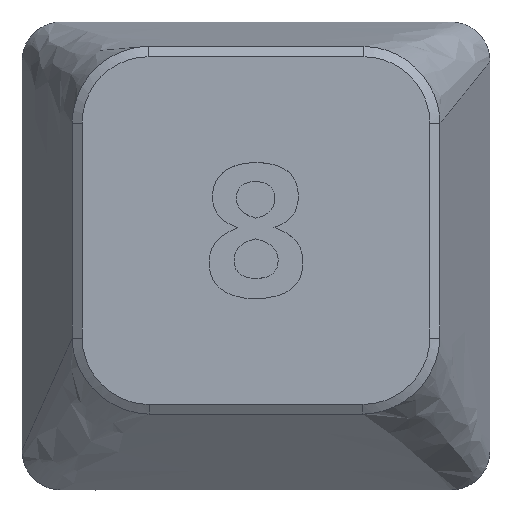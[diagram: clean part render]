
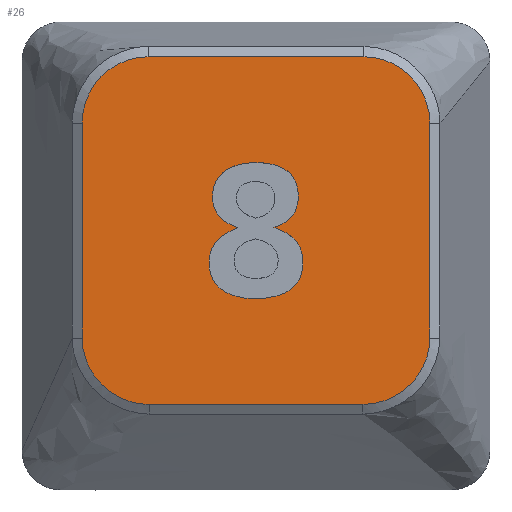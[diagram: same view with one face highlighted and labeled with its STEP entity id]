
A CAD part, top view. The second image highlights one B-rep face of the part: STEP entity #26.
In plain terms, the highlighted planar face has unit normal (0, 0, 1).
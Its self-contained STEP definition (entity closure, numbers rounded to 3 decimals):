
#17=FACE_BOUND('',#163,.T.);
#26=ADVANCED_FACE('',(#93,#17),#1035,.T.);
#93=FACE_OUTER_BOUND('',#162,.T.);
#162=EDGE_LOOP('',(#264,#265,#266,#267,#268,#269,#270,#271));
#163=EDGE_LOOP('',(#272,#273,#274,#275));
#264=ORIENTED_EDGE('',*,*,#574,.T.);
#265=ORIENTED_EDGE('',*,*,#594,.T.);
#266=ORIENTED_EDGE('',*,*,#592,.T.);
#267=ORIENTED_EDGE('',*,*,#590,.T.);
#268=ORIENTED_EDGE('',*,*,#588,.T.);
#269=ORIENTED_EDGE('',*,*,#571,.T.);
#270=ORIENTED_EDGE('',*,*,#585,.T.);
#271=ORIENTED_EDGE('',*,*,#583,.T.);
#272=ORIENTED_EDGE('',*,*,#682,.F.);
#273=ORIENTED_EDGE('',*,*,#681,.F.);
#274=ORIENTED_EDGE('',*,*,#680,.F.);
#275=ORIENTED_EDGE('',*,*,#679,.F.);
#571=EDGE_CURVE('',#905,#904,#763,.T.);
#574=EDGE_CURVE('',#895,#909,#766,.T.);
#583=EDGE_CURVE('',#903,#895,#775,.T.);
#585=EDGE_CURVE('',#904,#903,#777,.T.);
#588=EDGE_CURVE('',#906,#905,#780,.T.);
#590=EDGE_CURVE('',#907,#906,#782,.T.);
#592=EDGE_CURVE('',#908,#907,#784,.T.);
#594=EDGE_CURVE('',#909,#908,#786,.T.);
#679=EDGE_CURVE('',#957,#958,#857,.T.);
#680=EDGE_CURVE('',#958,#959,#858,.T.);
#681=EDGE_CURVE('',#959,#960,#859,.T.);
#682=EDGE_CURVE('',#960,#957,#860,.T.);
#763=B_SPLINE_CURVE_WITH_KNOTS('',3,(#1660,#1661,#1662,#1663),
 .UNSPECIFIED.,.F.,.F.,(4,4),(-20.393,-12.086),
 .UNSPECIFIED.);
#766=B_SPLINE_CURVE_WITH_KNOTS('',3,(#1670,#1671,#1672,#1673,#1674),
 .UNSPECIFIED.,.F.,.F.,(4,1,4),(-48.917,-46.906,-44.896),
 .UNSPECIFIED.);
#775=B_SPLINE_CURVE_WITH_KNOTS('',3,(#1709,#1710,#1711,#1712),
 .UNSPECIFIED.,.F.,.F.,(4,4),(-8.095,0.17),
 .UNSPECIFIED.);
#777=B_SPLINE_CURVE_WITH_KNOTS('',3,(#1715,#1716,#1717,#1718,#1719),
 .UNSPECIFIED.,.F.,.F.,(4,1,4),(-12.086,-10.092,-8.095),
 .UNSPECIFIED.);
#780=B_SPLINE_CURVE_WITH_KNOTS('',3,(#1724,#1725,#1726,#1727,#1728),
 .UNSPECIFIED.,.F.,.F.,(4,1,4),(-24.384,-22.386,-20.393),
 .UNSPECIFIED.);
#782=B_SPLINE_CURVE_WITH_KNOTS('',3,(#1731,#1732,#1733,#1734),
 .UNSPECIFIED.,.F.,.F.,(4,4),(-32.649,-24.384),
 .UNSPECIFIED.);
#784=B_SPLINE_CURVE_WITH_KNOTS('',3,(#1737,#1738,#1739,#1740,#1741),
 .UNSPECIFIED.,.F.,.F.,(4,1,4),(-36.669,-34.66,-32.649),
 .UNSPECIFIED.);
#786=B_SPLINE_CURVE_WITH_KNOTS('',3,(#1744,#1745,#1746,#1747),
 .UNSPECIFIED.,.F.,.F.,(4,4),(-44.896,-36.669),
 .UNSPECIFIED.);
#857=B_SPLINE_CURVE_WITH_KNOTS('',1,(#2070,#2071),.UNSPECIFIED.,.F.,.F.,
(2,2),(-9.,-8.),.UNSPECIFIED.);
#858=B_SPLINE_CURVE_WITH_KNOTS('',3,(#2072,#2073,#2074,#2075,#2076,#2077,
#2078,#2079,#2080,#2081),.UNSPECIFIED.,.F.,.F.,(4,3,3,4),(-8.,-7.,-6.,-5.),
 .UNSPECIFIED.);
#859=B_SPLINE_CURVE_WITH_KNOTS('',3,(#2082,#2083,#2084,#2085,#2086,#2087,
#2088,#2089,#2090,#2091,#2092,#2093,#2094),.UNSPECIFIED.,.F.,.F.,(4,3,3,
3,4),(-5.,-4.,-3.,-2.,-1.),.UNSPECIFIED.);
#860=B_SPLINE_CURVE_WITH_KNOTS('',3,(#2095,#2096,#2097,#2098),
 .UNSPECIFIED.,.F.,.F.,(4,4),(-1.,0.),.UNSPECIFIED.);
#895=VERTEX_POINT('',#1508);
#903=VERTEX_POINT('',#1516);
#904=VERTEX_POINT('',#1517);
#905=VERTEX_POINT('',#1518);
#906=VERTEX_POINT('',#1519);
#907=VERTEX_POINT('',#1520);
#908=VERTEX_POINT('',#1521);
#909=VERTEX_POINT('',#1522);
#957=VERTEX_POINT('',#1570);
#958=VERTEX_POINT('',#1571);
#959=VERTEX_POINT('',#1572);
#960=VERTEX_POINT('',#1573);
#1035=PLANE('',#1101);
#1101=AXIS2_PLACEMENT_3D('',#1457,#1150,$);
#1150=DIRECTION('',(0.,0.,1.));
#1457=CARTESIAN_POINT('',(16.86,27.14,14.));
#1508=CARTESIAN_POINT('',(17.312,15.83,14.));
#1516=CARTESIAN_POINT('',(17.312,24.095,14.));
#1517=CARTESIAN_POINT('',(19.847,26.647,14.));
#1518=CARTESIAN_POINT('',(28.153,26.647,14.));
#1519=CARTESIAN_POINT('',(30.688,24.095,14.));
#1520=CARTESIAN_POINT('',(30.688,15.83,14.));
#1521=CARTESIAN_POINT('',(28.114,13.277,14.));
#1522=CARTESIAN_POINT('',(19.886,13.277,14.));
#1570=CARTESIAN_POINT('',(25.624,21.284,14.));
#1571=CARTESIAN_POINT('',(25.624,21.29,14.));
#1572=CARTESIAN_POINT('',(23.3,20.066,14.));
#1573=CARTESIAN_POINT('',(24.687,20.086,14.));
#1660=CARTESIAN_POINT('',(28.153,26.647,14.));
#1661=CARTESIAN_POINT('',(25.384,26.647,14.));
#1662=CARTESIAN_POINT('',(22.616,26.647,14.));
#1663=CARTESIAN_POINT('',(19.847,26.647,14.));
#1670=CARTESIAN_POINT('',(17.312,15.83,14.));
#1671=CARTESIAN_POINT('',(17.309,15.157,14.));
#1672=CARTESIAN_POINT('',(17.888,13.835,14.));
#1673=CARTESIAN_POINT('',(19.215,13.274,14.));
#1674=CARTESIAN_POINT('',(19.886,13.277,14.));
#1709=CARTESIAN_POINT('',(17.312,24.095,14.));
#1710=CARTESIAN_POINT('',(17.312,21.34,14.));
#1711=CARTESIAN_POINT('',(17.312,18.585,14.));
#1712=CARTESIAN_POINT('',(17.312,15.83,14.));
#1715=CARTESIAN_POINT('',(19.847,26.647,14.));
#1716=CARTESIAN_POINT('',(19.18,26.651,14.));
#1717=CARTESIAN_POINT('',(17.864,26.082,14.));
#1718=CARTESIAN_POINT('',(17.309,24.762,14.));
#1719=CARTESIAN_POINT('',(17.312,24.095,14.));
#1724=CARTESIAN_POINT('',(30.688,24.095,14.));
#1725=CARTESIAN_POINT('',(30.691,24.762,14.));
#1726=CARTESIAN_POINT('',(30.136,26.082,14.));
#1727=CARTESIAN_POINT('',(28.82,26.651,14.));
#1728=CARTESIAN_POINT('',(28.153,26.647,14.));
#1731=CARTESIAN_POINT('',(30.688,15.83,14.));
#1732=CARTESIAN_POINT('',(30.688,18.585,14.));
#1733=CARTESIAN_POINT('',(30.688,21.34,14.));
#1734=CARTESIAN_POINT('',(30.688,24.095,14.));
#1737=CARTESIAN_POINT('',(28.114,13.277,14.));
#1738=CARTESIAN_POINT('',(28.785,13.274,14.));
#1739=CARTESIAN_POINT('',(30.112,13.835,14.));
#1740=CARTESIAN_POINT('',(30.691,15.157,14.));
#1741=CARTESIAN_POINT('',(30.688,15.83,14.));
#1744=CARTESIAN_POINT('',(19.886,13.277,14.));
#1745=CARTESIAN_POINT('',(22.629,13.277,14.));
#1746=CARTESIAN_POINT('',(25.371,13.277,14.));
#1747=CARTESIAN_POINT('',(28.114,13.277,14.));
#2070=CARTESIAN_POINT('',(25.624,21.284,14.));
#2071=CARTESIAN_POINT('',(25.624,21.29,14.));
#2072=CARTESIAN_POINT('',(25.624,21.29,14.));
#2073=CARTESIAN_POINT('',(25.624,22.26,14.));
#2074=CARTESIAN_POINT('',(24.876,22.579,14.));
#2075=CARTESIAN_POINT('',(23.984,22.579,14.));
#2076=CARTESIAN_POINT('',(23.098,22.579,14.));
#2077=CARTESIAN_POINT('',(22.33,22.176,14.));
#2078=CARTESIAN_POINT('',(22.33,21.29,14.));
#2079=CARTESIAN_POINT('',(22.33,20.607,14.));
#2080=CARTESIAN_POINT('',(22.701,20.294,14.));
#2081=CARTESIAN_POINT('',(23.3,20.066,14.));
#2082=CARTESIAN_POINT('',(23.3,20.066,14.));
#2083=CARTESIAN_POINT('',(22.636,19.825,14.));
#2084=CARTESIAN_POINT('',(22.193,19.428,14.));
#2085=CARTESIAN_POINT('',(22.193,18.725,14.));
#2086=CARTESIAN_POINT('',(22.193,17.592,14.));
#2087=CARTESIAN_POINT('',(23.242,17.345,14.));
#2088=CARTESIAN_POINT('',(23.958,17.345,14.));
#2089=CARTESIAN_POINT('',(24.83,17.345,14.));
#2090=CARTESIAN_POINT('',(25.807,17.605,14.));
#2091=CARTESIAN_POINT('',(25.807,18.725,14.));
#2092=CARTESIAN_POINT('',(25.807,19.513,14.));
#2093=CARTESIAN_POINT('',(25.357,19.845,14.));
#2094=CARTESIAN_POINT('',(24.687,20.086,14.));
#2095=CARTESIAN_POINT('',(24.687,20.086,14.));
#2096=CARTESIAN_POINT('',(25.26,20.262,14.));
#2097=CARTESIAN_POINT('',(25.624,20.6,14.));
#2098=CARTESIAN_POINT('',(25.624,21.284,14.));
